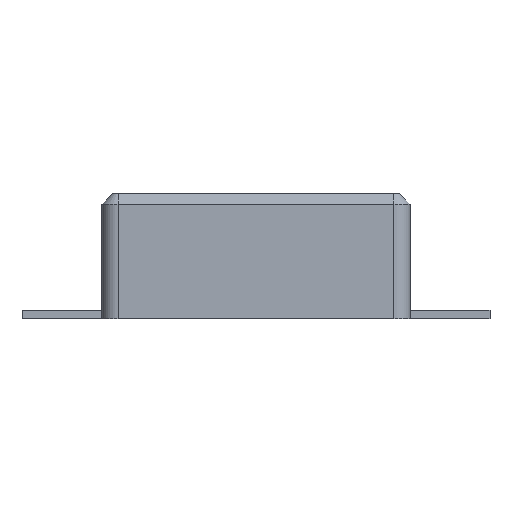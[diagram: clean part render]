
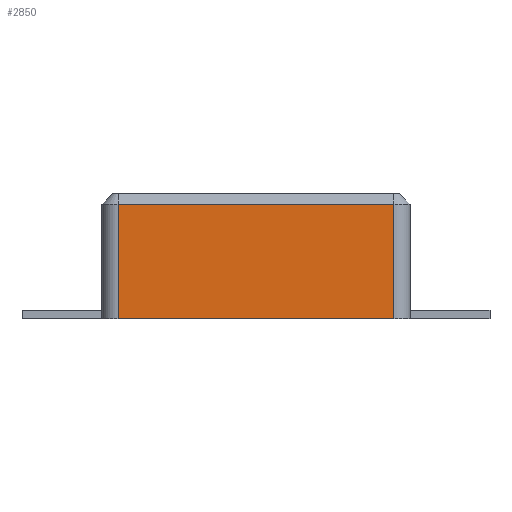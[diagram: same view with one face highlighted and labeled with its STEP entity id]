
A CAD part, left-side view. The second image highlights one B-rep face of the part: STEP entity #2850.
In plain terms, the highlighted planar face has unit normal (-1, 0, 0).
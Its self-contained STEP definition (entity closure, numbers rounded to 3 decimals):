
#630 = VERTEX_POINT('',#631);
#631 = CARTESIAN_POINT('',(-3.475,-1.265,0.));
#638 = EDGE_CURVE('',#639,#630,#641,.T.);
#639 = VERTEX_POINT('',#640);
#640 = CARTESIAN_POINT('',(-3.475,1.265,0.));
#641 = LINE('',#642,#643);
#642 = CARTESIAN_POINT('',(-3.475,1.415,0.));
#643 = VECTOR('',#644,1.);
#644 = DIRECTION('',(0.,-1.,0.));
#810 = EDGE_CURVE('',#630,#811,#813,.T.);
#811 = VERTEX_POINT('',#812);
#812 = CARTESIAN_POINT('',(-3.475,-1.265,1.05));
#813 = LINE('',#814,#815);
#814 = CARTESIAN_POINT('',(-3.475,-1.265,0.));
#815 = VECTOR('',#816,1.);
#816 = DIRECTION('',(0.,0.,1.));
#2850 = ADVANCED_FACE('',(#2851),#2869,.F.);
#2851 = FACE_BOUND('',#2852,.F.);
#2852 = EDGE_LOOP('',(#2853,#2861,#2867,#2868));
#2853 = ORIENTED_EDGE('',*,*,#2854,.T.);
#2854 = EDGE_CURVE('',#639,#2855,#2857,.T.);
#2855 = VERTEX_POINT('',#2856);
#2856 = CARTESIAN_POINT('',(-3.475,1.265,1.05));
#2857 = LINE('',#2858,#2859);
#2858 = CARTESIAN_POINT('',(-3.475,1.265,0.));
#2859 = VECTOR('',#2860,1.);
#2860 = DIRECTION('',(0.,0.,1.));
#2861 = ORIENTED_EDGE('',*,*,#2862,.T.);
#2862 = EDGE_CURVE('',#2855,#811,#2863,.T.);
#2863 = LINE('',#2864,#2865);
#2864 = CARTESIAN_POINT('',(-3.475,1.265,1.05));
#2865 = VECTOR('',#2866,1.);
#2866 = DIRECTION('',(0.,-1.,0.));
#2867 = ORIENTED_EDGE('',*,*,#810,.F.);
#2868 = ORIENTED_EDGE('',*,*,#638,.F.);
#2869 = PLANE('',#2870);
#2870 = AXIS2_PLACEMENT_3D('',#2871,#2872,#2873);
#2871 = CARTESIAN_POINT('',(-3.475,1.415,0.));
#2872 = DIRECTION('',(1.,0.,0.));
#2873 = DIRECTION('',(0.,-1.,0.));
